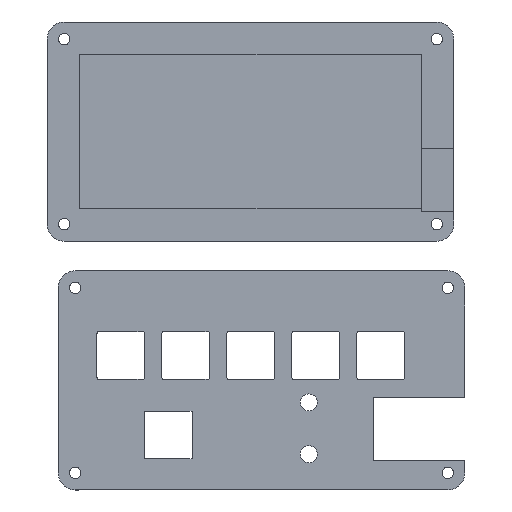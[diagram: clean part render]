
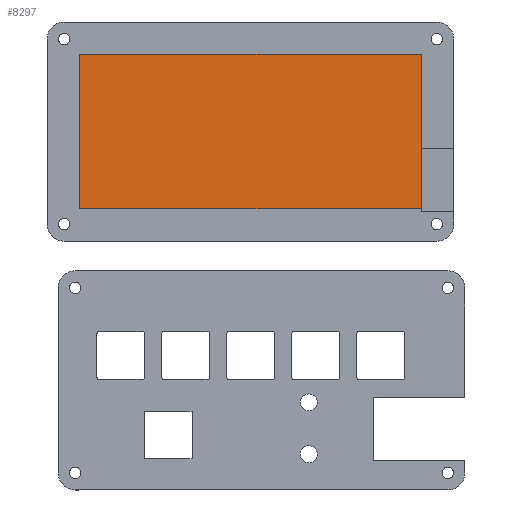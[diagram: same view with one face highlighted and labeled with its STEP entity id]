
A CAD part, top view. The second image highlights one B-rep face of the part: STEP entity #8297.
In plain terms, the highlighted planar face has unit normal (0, 0, 1).
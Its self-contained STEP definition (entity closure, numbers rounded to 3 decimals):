
#1312=FACE_OUTER_BOUND('',#1797,.T.);
#1797=EDGE_LOOP('',(#7647,#7648,#7649,#7650));
#2492=LINE('',#16243,#3181);
#2493=LINE('',#16245,#3182);
#2494=LINE('',#16247,#3183);
#2495=LINE('',#16248,#3184);
#3181=VECTOR('',#9839,10.);
#3182=VECTOR('',#9840,10.);
#3183=VECTOR('',#9841,10.);
#3184=VECTOR('',#9842,10.);
#4006=VERTEX_POINT('',#16241);
#4007=VERTEX_POINT('',#16242);
#4008=VERTEX_POINT('',#16244);
#4009=VERTEX_POINT('',#16246);
#5226=EDGE_CURVE('',#4006,#4007,#2492,.T.);
#5227=EDGE_CURVE('',#4008,#4006,#2493,.T.);
#5228=EDGE_CURVE('',#4009,#4008,#2494,.T.);
#5229=EDGE_CURVE('',#4007,#4009,#2495,.T.);
#7647=ORIENTED_EDGE('',*,*,#5226,.F.);
#7648=ORIENTED_EDGE('',*,*,#5227,.F.);
#7649=ORIENTED_EDGE('',*,*,#5228,.F.);
#7650=ORIENTED_EDGE('',*,*,#5229,.F.);
#7869=PLANE('',#8598);
#8297=ADVANCED_FACE('',(#1312),#7869,.T.);
#8598=AXIS2_PLACEMENT_3D('',#16240,#9837,#9838);
#9837=DIRECTION('center_axis',(0.,0.,1.));
#9838=DIRECTION('ref_axis',(1.,0.,0.));
#9839=DIRECTION('',(-1.,0.,0.));
#9840=DIRECTION('',(0.,-1.,0.));
#9841=DIRECTION('',(1.,0.,0.));
#9842=DIRECTION('',(0.,1.,0.));
#16240=CARTESIAN_POINT('Origin',(33.025,20.315,3.));
#16241=CARTESIAN_POINT('',(83.15,-2.31,3.));
#16242=CARTESIAN_POINT('',(-17.1,-2.31,3.));
#16243=CARTESIAN_POINT('',(58.088,-2.31,3.));
#16244=CARTESIAN_POINT('',(83.15,42.94,3.));
#16245=CARTESIAN_POINT('',(83.15,31.628,3.));
#16246=CARTESIAN_POINT('',(-17.1,42.94,3.));
#16247=CARTESIAN_POINT('',(7.963,42.94,3.));
#16248=CARTESIAN_POINT('',(-17.1,9.003,3.));
